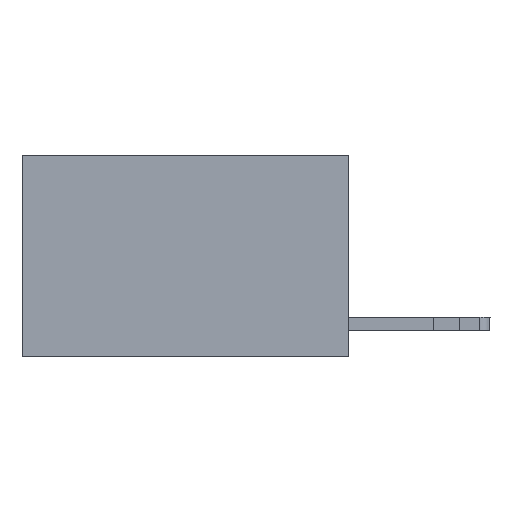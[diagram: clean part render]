
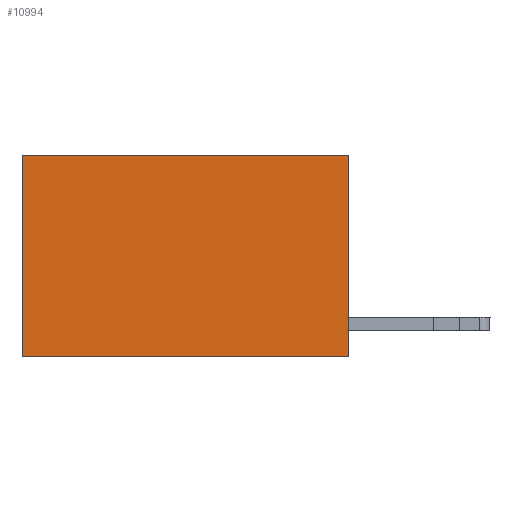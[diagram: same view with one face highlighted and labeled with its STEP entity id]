
A CAD part, left-side view. The second image highlights one B-rep face of the part: STEP entity #10994.
In plain terms, the highlighted planar face has unit normal (-1, 0, 0).
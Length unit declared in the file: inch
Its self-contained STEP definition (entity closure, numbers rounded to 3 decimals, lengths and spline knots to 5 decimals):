
#111 = VECTOR ( 'NONE', #7514, 39.37008 ) ;
#142 = VERTEX_POINT ( 'NONE', #11481 ) ;
#958 = LINE ( 'NONE', #17278, #5814 ) ;
#987 = DIRECTION ( 'NONE',  ( 0., 1., 0. ) ) ;
#2339 = CARTESIAN_POINT ( 'NONE',  ( 0.2625, 0., -0.37 ) ) ;
#2487 = DIRECTION ( 'NONE',  ( 0., 0., -1. ) ) ;
#2719 = LINE ( 'NONE', #2339, #9025 ) ;
#2753 = AXIS2_PLACEMENT_3D ( 'NONE', #12097, #8054, #2487 ) ;
#3689 = LINE ( 'NONE', #16957, #111 ) ;
#5108 = CARTESIAN_POINT ( 'NONE',  ( 0.2625, 0.6, 0. ) ) ;
#5814 = VECTOR ( 'NONE', #9183, 39.37008 ) ;
#6636 = LINE ( 'NONE', #5108, #16980 ) ;
#6701 = PLANE ( 'NONE',  #2753 ) ;
#7514 = DIRECTION ( 'NONE',  ( 0., 0., -1. ) ) ;
#8054 = DIRECTION ( 'NONE',  ( 1., 0., 0. ) ) ;
#8408 = EDGE_CURVE ( 'NONE', #13734, #142, #958, .T. ) ;
#8913 = EDGE_CURVE ( 'NONE', #13734, #15621, #3689, .T. ) ;
#8918 = ORIENTED_EDGE ( 'NONE', *, *, #8408, .T. ) ;
#9025 = VECTOR ( 'NONE', #987, 39.37008 ) ;
#9183 = DIRECTION ( 'NONE',  ( 0., 1., 0. ) ) ;
#10994 = ADVANCED_FACE ( 'NONE', ( #16677 ), #6701, .F. ) ;
#11046 = ORIENTED_EDGE ( 'NONE', *, *, #8913, .F. ) ;
#11481 = CARTESIAN_POINT ( 'NONE',  ( 0.2625, 0.6, 0. ) ) ;
#12097 = CARTESIAN_POINT ( 'NONE',  ( 0.2625, 0., 0. ) ) ;
#12980 = CARTESIAN_POINT ( 'NONE',  ( 0.2625, 0., -0.37 ) ) ;
#13524 = EDGE_CURVE ( 'NONE', #15621, #14993, #2719, .T. ) ;
#13547 = CARTESIAN_POINT ( 'NONE',  ( 0.2625, 0., 0. ) ) ;
#13734 = VERTEX_POINT ( 'NONE', #13547 ) ;
#14993 = VERTEX_POINT ( 'NONE', #17178 ) ;
#15621 = VERTEX_POINT ( 'NONE', #12980 ) ;
#15906 = DIRECTION ( 'NONE',  ( 0., 0., -1. ) ) ;
#16165 = ORIENTED_EDGE ( 'NONE', *, *, #13524, .F. ) ;
#16382 = EDGE_CURVE ( 'NONE', #142, #14993, #6636, .T. ) ;
#16435 = EDGE_LOOP ( 'NONE', ( #17095, #16165, #11046, #8918 ) ) ;
#16677 = FACE_OUTER_BOUND ( 'NONE', #16435, .T. ) ;
#16957 = CARTESIAN_POINT ( 'NONE',  ( 0.2625, 0., 0. ) ) ;
#16980 = VECTOR ( 'NONE', #15906, 39.37008 ) ;
#17095 = ORIENTED_EDGE ( 'NONE', *, *, #16382, .T. ) ;
#17178 = CARTESIAN_POINT ( 'NONE',  ( 0.2625, 0.6, -0.37 ) ) ;
#17278 = CARTESIAN_POINT ( 'NONE',  ( 0.2625, 0., 0. ) ) ;
